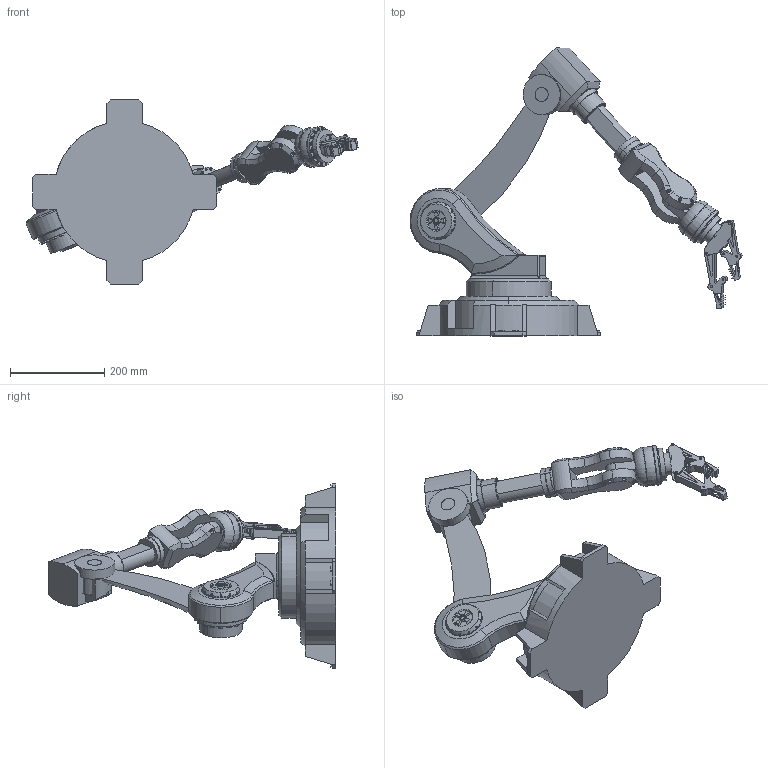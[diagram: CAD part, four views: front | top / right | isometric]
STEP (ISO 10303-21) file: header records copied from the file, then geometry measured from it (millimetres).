
FILE_DESCRIPTION (( 'STEP AP203' ), '1' );
FILE_NAME ('Robotic Arm.STEP', '2025-05-29T17:36:31', ( '' ), ( '' ), 'SwSTEP 2.0', 'SolidWorks 2020', '' );
FILE_SCHEMA (( 'CONFIG_CONTROL_DESIGN' ));
Length unit declared in the file: metre
Products named in the file (10): Part7; Part6; Part2; Part5; Robotic Arm; Part8; part3; Part4; Part9; Part1
Assembly tree (11 placements, depth 2):
  Robotic Arm
    Part1
    Part2
    part3
    Part4
    Part5
    Part6
    Part7
    Part8  x2
    Part9  x2
Bounding box: 703.95 x 610.34 x 390.47 mm (x, y, z)
Volume: 11264832.5 mm3; surface area: 769657.5 mm2
Topology: 12 solids, 12 shells, 1066 faces, 2474 edges, 1614 vertices
Faces by surface type: plane 506, cylinder 491, cone 56, torus 7, bspline 6
Entity records: 30493 total; most frequent: CARTESIAN_POINT 6391, DIRECTION 5086, ORIENTED_EDGE 4516, EDGE_CURVE 2258, AXIS2_PLACEMENT_3D 1994, VERTEX_POINT 1470, EDGE_LOOP 1172, LINE 1098
